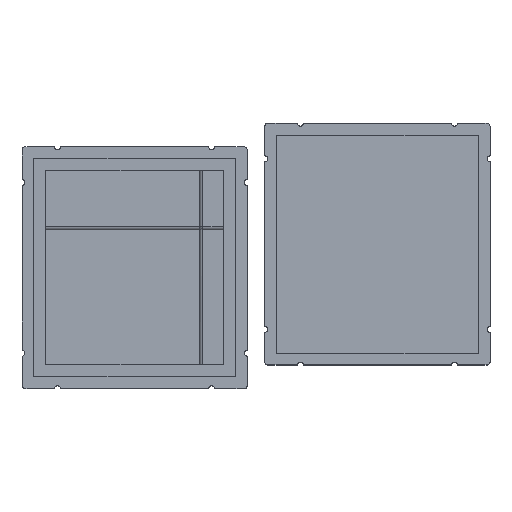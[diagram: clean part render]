
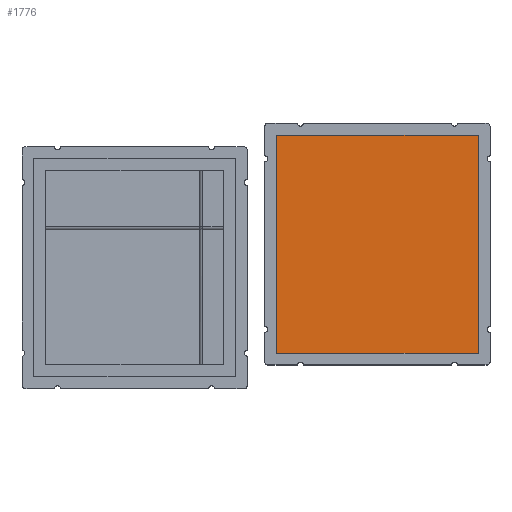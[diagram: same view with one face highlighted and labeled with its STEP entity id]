
A CAD part, top view. The second image highlights one B-rep face of the part: STEP entity #1776.
In plain terms, the highlighted planar face has unit normal (0, 0, 1).
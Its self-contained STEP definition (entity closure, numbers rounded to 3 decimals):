
#23=PLANE('',#1917);
#123=LINE('',#2676,#302);
#124=LINE('',#2678,#303);
#125=LINE('',#2680,#304);
#126=LINE('',#2681,#305);
#302=VECTOR('',#2130,10.);
#303=VECTOR('',#2131,10.);
#304=VECTOR('',#2132,10.);
#305=VECTOR('',#2133,10.);
#518=FACE_OUTER_BOUND('',#630,.T.);
#630=EDGE_LOOP('',(#1269,#1270,#1271,#1272));
#827=VERTEX_POINT('',#2674);
#828=VERTEX_POINT('',#2675);
#829=VERTEX_POINT('',#2677);
#830=VERTEX_POINT('',#2679);
#995=EDGE_CURVE('',#827,#828,#123,.T.);
#996=EDGE_CURVE('',#829,#827,#124,.T.);
#997=EDGE_CURVE('',#830,#829,#125,.T.);
#998=EDGE_CURVE('',#828,#830,#126,.T.);
#1269=ORIENTED_EDGE('',*,*,#995,.F.);
#1270=ORIENTED_EDGE('',*,*,#996,.F.);
#1271=ORIENTED_EDGE('',*,*,#997,.F.);
#1272=ORIENTED_EDGE('',*,*,#998,.F.);
#1776=ADVANCED_FACE('',(#518),#23,.T.);
#1917=AXIS2_PLACEMENT_3D('',#2673,#2128,#2129);
#2128=DIRECTION('center_axis',(0.,0.,1.));
#2129=DIRECTION('ref_axis',(1.,0.,0.));
#2130=DIRECTION('',(-1.,0.,0.));
#2131=DIRECTION('',(0.,-1.,0.));
#2132=DIRECTION('',(1.,0.,0.));
#2133=DIRECTION('',(0.,1.,0.));
#2673=CARTESIAN_POINT('Origin',(51.5,16.4,2.));
#2674=CARTESIAN_POINT('',(71.,0.,2.));
#2675=CARTESIAN_POINT('',(37.,0.,2.));
#2676=CARTESIAN_POINT('',(53.75,0.,2.));
#2677=CARTESIAN_POINT('',(71.,36.8,2.));
#2678=CARTESIAN_POINT('',(71.,27.1,2.));
#2679=CARTESIAN_POINT('',(37.,36.8,2.));
#2680=CARTESIAN_POINT('',(43.75,36.8,2.));
#2681=CARTESIAN_POINT('',(37.,9.7,2.));
